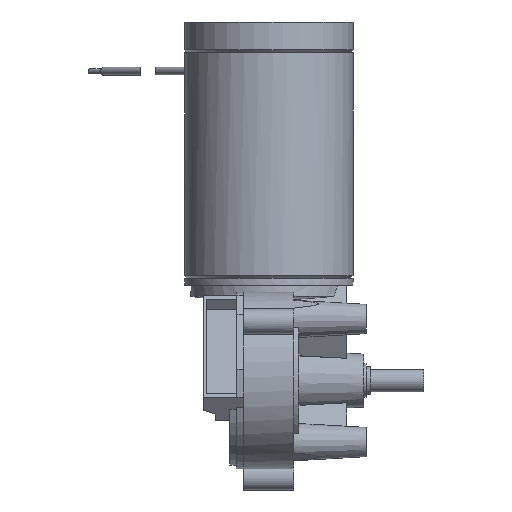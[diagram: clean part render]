
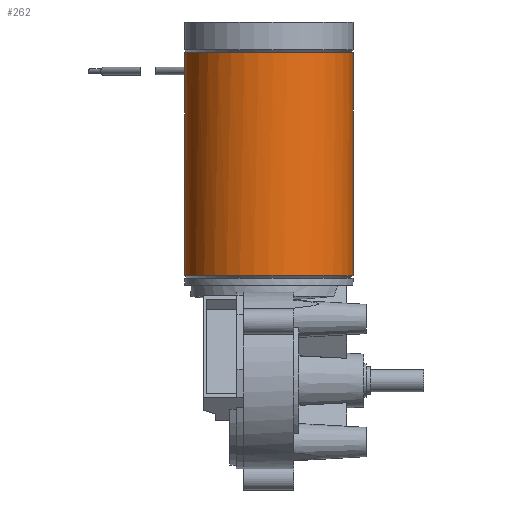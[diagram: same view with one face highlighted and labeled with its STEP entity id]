
A CAD part, top view. The second image highlights one B-rep face of the part: STEP entity #262.
In plain terms, the highlighted cylindrical face has radius 30.25 mm (diameter 60.5 mm), a full revolution.
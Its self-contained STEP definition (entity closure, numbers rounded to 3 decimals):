
#262 = ADVANCED_FACE( '', ( #665, #666 ), #667, .T. );
#665 = FACE_OUTER_BOUND( '', #1250, .T. );
#666 = FACE_OUTER_BOUND( '', #1251, .T. );
#667 = CYLINDRICAL_SURFACE( '', #1252, 30.25 );
#1250 = EDGE_LOOP( '', ( #2002 ) );
#1251 = EDGE_LOOP( '', ( #2003, #2004 ) );
#1252 = AXIS2_PLACEMENT_3D( '', #2005, #2006, #2007 );
#2002 = ORIENTED_EDGE( '', *, *, #3417, .F. );
#2003 = ORIENTED_EDGE( '', *, *, #3418, .T. );
#2004 = ORIENTED_EDGE( '', *, *, #3419, .T. );
#2005 = CARTESIAN_POINT( '', ( 0., 105.25, 0. ) );
#2006 = DIRECTION( '', ( 0., 1., 0. ) );
#2007 = DIRECTION( '', ( 0., 0., -1. ) );
#3417 = EDGE_CURVE( '', #4125, #4125, #4126, .T. );
#3418 = EDGE_CURVE( '', #4127, #4127, #4128, .T. );
#3419 = EDGE_CURVE( '', #4127, #4127, #4129, .T. );
#4125 = VERTEX_POINT( '', #5149 );
#4126 = CIRCLE( '', #5150, 30.25 );
#4127 = VERTEX_POINT( '', #5151 );
#4128 = CIRCLE( '', #5152, 30.25 );
#4129 = B_SPLINE_CURVE_WITH_KNOTS( '', 3, ( #5153, #5154, #5155, #5156, #5157, #5158, #5159, #5160, #5161, #5162, #5163, #5164, #5165, #5166, #5167, #5168, #5169, #5170, #5171, #5172, #5173, #5174, #5175, #5176, #5177, #5178, #5179, #5180, #5181, #5182, #5183, #5184, #5185, #5186, #5187, #5188, #5189, #5190, #5191, #5192, #5193, #5194, #5195, #5196, #5197, #5198, #5199, #5200, #5201, #5202, #5203, #5204, #5205, #5206, #5207, #5208, #5209, #5210, #5211, #5212, #5213, #5214, #5215, #5216, #5217, #5218, #5219, #5220, #5221, #5222, #5223, #5224, #5225, #5226, #5227, #5228, #5229, #5230, #5231, #5232, #5233, #5234, #5235, #5236, #5237 ), .UNSPECIFIED., .T., .F., ( 2, 2, 2, 2, 2, 2, 2, 2, 2, 2, 2, 2, 2, 2, 2, 2, 2, 2, 2, 2, 2, 1, 2, 2, 2, 2, 2, 2, 2, 2, 2, 2, 2, 2, 2, 2, 2, 2, 2, 2, 2, 2, 2, 2, 2 ), ( 0.009, 0.01, 0.011, 0.013, 0.013, 0.014, 0.015, 0.017, 0.017, 0.018, 0.019, 0.02, 0.02, 0.022, 0.023, 0.024, 0.024, 0.025, 0.027, 0.028, 0.029, 0.029, 0.03, 0.031, 0.032, 0.033, 0.034, 0.035, 0.036, 0.037, 0.038, 0.039, 0.039, 0.041, 0.042, 0.043, 0.043, 0.045, 0.046, 0.047, 0.048, 0.049, 0.05, 0.051, 0.052 ), .UNSPECIFIED. );
#5149 = CARTESIAN_POINT( '', ( 0., 14.25, -30.25 ) );
#5150 = AXIS2_PLACEMENT_3D( '', #6301, #6302, #6303 );
#5151 = CARTESIAN_POINT( '', ( -21.39, 94.25, -21.39 ) );
#5152 = AXIS2_PLACEMENT_3D( '', #6304, #6305, #6306 );
#5153 = CARTESIAN_POINT( '', ( -21.089, 94.25, -21.691 ) );
#5154 = CARTESIAN_POINT( '', ( -21.691, 94.25, -21.089 ) );
#5155 = CARTESIAN_POINT( '', ( -21.99, 94.207, -20.777 ) );
#5156 = CARTESIAN_POINT( '', ( -22.555, 94.04, -20.162 ) );
#5157 = CARTESIAN_POINT( '', ( -22.824, 93.917, -19.857 ) );
#5158 = CARTESIAN_POINT( '', ( -23.207, 93.672, -19.404 ) );
#5159 = CARTESIAN_POINT( '', ( -23.332, 93.579, -19.254 ) );
#5160 = CARTESIAN_POINT( '', ( -23.57, 93.378, -18.962 ) );
#5161 = CARTESIAN_POINT( '', ( -23.684, 93.269, -18.819 ) );
#5162 = CARTESIAN_POINT( '', ( -24.012, 92.916, -18.402 ) );
#5163 = CARTESIAN_POINT( '', ( -24.212, 92.646, -18.136 ) );
#5164 = CARTESIAN_POINT( '', ( -24.573, 92.042, -17.644 ) );
#5165 = CARTESIAN_POINT( '', ( -24.73, 91.715, -17.422 ) );
#5166 = CARTESIAN_POINT( '', ( -24.934, 91.188, -17.127 ) );
#5167 = CARTESIAN_POINT( '', ( -24.997, 91.006, -17.036 ) );
#5168 = CARTESIAN_POINT( '', ( -25.112, 90.629, -16.866 ) );
#5169 = CARTESIAN_POINT( '', ( -25.164, 90.435, -16.788 ) );
#5170 = CARTESIAN_POINT( '', ( -25.302, 89.846, -16.58 ) );
#5171 = CARTESIAN_POINT( '', ( -25.371, 89.441, -16.474 ) );
#5172 = CARTESIAN_POINT( '', ( -25.44, 88.814, -16.367 ) );
#5173 = CARTESIAN_POINT( '', ( -25.458, 88.601, -16.339 ) );
#5174 = CARTESIAN_POINT( '', ( -25.481, 88.174, -16.303 ) );
#5175 = CARTESIAN_POINT( '', ( -25.487, 87.961, -16.294 ) );
#5176 = CARTESIAN_POINT( '', ( -25.486, 87.324, -16.294 ) );
#5177 = CARTESIAN_POINT( '', ( -25.464, 86.901, -16.33 ) );
#5178 = CARTESIAN_POINT( '', ( -25.371, 86.058, -16.474 ) );
#5179 = CARTESIAN_POINT( '', ( -25.301, 85.65, -16.581 ) );
#5180 = CARTESIAN_POINT( '', ( -25.164, 85.063, -16.788 ) );
#5181 = CARTESIAN_POINT( '', ( -25.113, 84.871, -16.865 ) );
#5182 = CARTESIAN_POINT( '', ( -24.998, 84.496, -17.035 ) );
#5183 = CARTESIAN_POINT( '', ( -24.934, 84.311, -17.128 ) );
#5184 = CARTESIAN_POINT( '', ( -24.729, 83.781, -17.424 ) );
#5185 = CARTESIAN_POINT( '', ( -24.572, 83.455, -17.646 ) );
#5186 = CARTESIAN_POINT( '', ( -24.213, 82.855, -18.135 ) );
#5187 = CARTESIAN_POINT( '', ( -24.01, 82.582, -18.404 ) );
#5188 = CARTESIAN_POINT( '', ( -23.573, 82.111, -18.961 ) );
#5189 = CARTESIAN_POINT( '', ( -23.336, 81.911, -19.252 ) );
#5190 = CARTESIAN_POINT( '', ( -22.952, 81.665, -19.705 ) );
#5191 = CARTESIAN_POINT( '', ( -22.82, 81.593, -19.859 ) );
#5192 = CARTESIAN_POINT( '', ( -22.549, 81.469, -20.165 ) );
#5193 = CARTESIAN_POINT( '', ( -22.274, 81.366, -20.471 ) );
#5194 = CARTESIAN_POINT( '', ( -21.986, 81.303, -20.778 ) );
#5195 = CARTESIAN_POINT( '', ( -21.693, 81.261, -21.084 ) );
#5196 = CARTESIAN_POINT( '', ( -21.542, 81.25, -21.238 ) );
#5197 = CARTESIAN_POINT( '', ( -21.087, 81.25, -21.693 ) );
#5198 = CARTESIAN_POINT( '', ( -20.781, 81.292, -21.986 ) );
#5199 = CARTESIAN_POINT( '', ( -20.167, 81.458, -22.55 ) );
#5200 = CARTESIAN_POINT( '', ( -19.855, 81.584, -22.825 ) );
#5201 = CARTESIAN_POINT( '', ( -19.255, 81.91, -23.334 ) );
#5202 = CARTESIAN_POINT( '', ( -18.964, 82.109, -23.571 ) );
#5203 = CARTESIAN_POINT( '', ( -18.543, 82.464, -23.901 ) );
#5204 = CARTESIAN_POINT( '', ( -18.405, 82.592, -24.007 ) );
#5205 = CARTESIAN_POINT( '', ( -18.141, 82.862, -24.207 ) );
#5206 = CARTESIAN_POINT( '', ( -18.014, 83.004, -24.302 ) );
#5207 = CARTESIAN_POINT( '', ( -17.648, 83.452, -24.57 ) );
#5208 = CARTESIAN_POINT( '', ( -17.425, 83.78, -24.728 ) );
#5209 = CARTESIAN_POINT( '', ( -17.027, 84.491, -25.004 ) );
#5210 = CARTESIAN_POINT( '', ( -16.859, 84.864, -25.117 ) );
#5211 = CARTESIAN_POINT( '', ( -16.651, 85.451, -25.255 ) );
#5212 = CARTESIAN_POINT( '', ( -16.59, 85.651, -25.295 ) );
#5213 = CARTESIAN_POINT( '', ( -16.483, 86.06, -25.365 ) );
#5214 = CARTESIAN_POINT( '', ( -16.438, 86.269, -25.394 ) );
#5215 = CARTESIAN_POINT( '', ( -16.33, 86.898, -25.463 ) );
#5216 = CARTESIAN_POINT( '', ( -16.294, 87.323, -25.487 ) );
#5217 = CARTESIAN_POINT( '', ( -16.294, 88.185, -25.486 ) );
#5218 = CARTESIAN_POINT( '', ( -16.331, 88.608, -25.463 ) );
#5219 = CARTESIAN_POINT( '', ( -16.438, 89.232, -25.394 ) );
#5220 = CARTESIAN_POINT( '', ( -16.483, 89.438, -25.365 ) );
#5221 = CARTESIAN_POINT( '', ( -16.589, 89.847, -25.295 ) );
#5222 = CARTESIAN_POINT( '', ( -16.652, 90.05, -25.255 ) );
#5223 = CARTESIAN_POINT( '', ( -16.86, 90.64, -25.116 ) );
#5224 = CARTESIAN_POINT( '', ( -17.029, 91.013, -25.002 ) );
#5225 = CARTESIAN_POINT( '', ( -17.424, 91.718, -24.729 ) );
#5226 = CARTESIAN_POINT( '', ( -17.65, 92.051, -24.569 ) );
#5227 = CARTESIAN_POINT( '', ( -18.138, 92.648, -24.211 ) );
#5228 = CARTESIAN_POINT( '', ( -18.401, 92.917, -24.012 ) );
#5229 = CARTESIAN_POINT( '', ( -18.964, 93.391, -23.57 ) );
#5230 = CARTESIAN_POINT( '', ( -19.258, 93.592, -23.331 ) );
#5231 = CARTESIAN_POINT( '', ( -19.707, 93.835, -22.951 ) );
#5232 = CARTESIAN_POINT( '', ( -19.858, 93.907, -22.82 ) );
#5233 = CARTESIAN_POINT( '', ( -20.164, 94.031, -22.55 ) );
#5234 = CARTESIAN_POINT( '', ( -20.32, 94.083, -22.41 ) );
#5235 = CARTESIAN_POINT( '', ( -20.784, 94.209, -21.983 ) );
#5236 = CARTESIAN_POINT( '', ( -21.089, 94.25, -21.691 ) );
#5237 = CARTESIAN_POINT( '', ( -21.691, 94.25, -21.089 ) );
#6301 = CARTESIAN_POINT( '', ( 0., 14.25, 0. ) );
#6302 = DIRECTION( '', ( 0., -1., 0. ) );
#6303 = DIRECTION( '', ( 0., 0., -1. ) );
#6304 = CARTESIAN_POINT( '', ( 0., 94.25, 0. ) );
#6305 = DIRECTION( '', ( 0., -1., 0. ) );
#6306 = DIRECTION( '', ( 0., 0., -1. ) );
